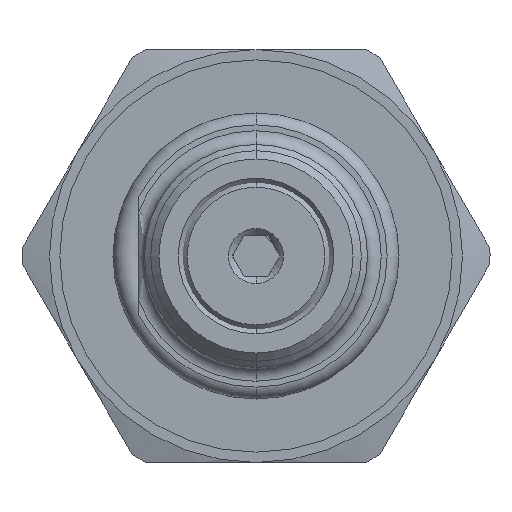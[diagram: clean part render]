
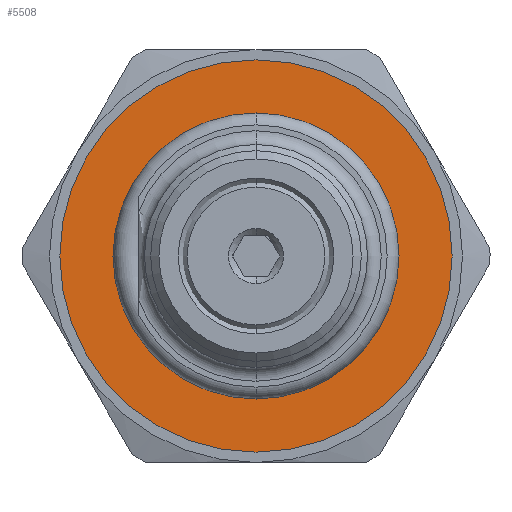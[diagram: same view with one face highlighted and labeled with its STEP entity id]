
A CAD part, front view. The second image highlights one B-rep face of the part: STEP entity #5508.
In plain terms, the highlighted planar face has unit normal (0, -1, 0).
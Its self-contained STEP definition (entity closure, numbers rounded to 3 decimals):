
#37 = AXIS2_PLACEMENT_3D ( 'NONE', #3905, #4667, #8881 ) ;
#394 = ORIENTED_EDGE ( 'NONE', *, *, #8322, .T. ) ;
#524 = DIRECTION ( 'NONE',  ( 0., 0., 1. ) ) ;
#1194 = ORIENTED_EDGE ( 'NONE', *, *, #6047, .F. ) ;
#1255 = CIRCLE ( 'NONE', #37, 9.4 ) ;
#1402 = DIRECTION ( 'NONE',  ( 0., 1., 0. ) ) ;
#2536 = AXIS2_PLACEMENT_3D ( 'NONE', #6432, #1402, #524 ) ;
#2844 = CARTESIAN_POINT ( 'NONE',  ( 0., 0., 0. ) ) ;
#3074 = EDGE_CURVE ( 'NONE', #4022, #8508, #4914, .T. ) ;
#3097 = FACE_BOUND ( 'NONE', #10345, .T. ) ;
#3569 = DIRECTION ( 'NONE',  ( 0., 1., 0. ) ) ;
#3623 = CIRCLE ( 'NONE', #9928, 14.25 ) ;
#3687 = PLANE ( 'NONE',  #9741 ) ;
#3744 = CARTESIAN_POINT ( 'NONE',  ( 9.4, 0., 0. ) ) ;
#3772 = CARTESIAN_POINT ( 'NONE',  ( 0., 0., 14.25 ) ) ;
#3790 = CARTESIAN_POINT ( 'NONE',  ( 0., 0., 0. ) ) ;
#3905 = CARTESIAN_POINT ( 'NONE',  ( 0., 0., 0. ) ) ;
#4022 = VERTEX_POINT ( 'NONE', #4384 ) ;
#4384 = CARTESIAN_POINT ( 'NONE',  ( 0., 0., -14.25 ) ) ;
#4430 = EDGE_LOOP ( 'NONE', ( #1194, #10817 ) ) ;
#4502 = DIRECTION ( 'NONE',  ( 0., 0., 1. ) ) ;
#4667 = DIRECTION ( 'NONE',  ( 0., 1., 0. ) ) ;
#4725 = FACE_OUTER_BOUND ( 'NONE', #4430, .T. ) ;
#4750 = DIRECTION ( 'NONE',  ( 0., 1., 0. ) ) ;
#4914 = CIRCLE ( 'NONE', #7532, 14.25 ) ;
#5508 = ADVANCED_FACE ( 'NONE', ( #3097, #4725 ), #3687, .T. ) ;
#5845 = EDGE_CURVE ( 'NONE', #8143, #10358, #8352, .T. ) ;
#6047 = EDGE_CURVE ( 'NONE', #8508, #4022, #3623, .T. ) ;
#6432 = CARTESIAN_POINT ( 'NONE',  ( 0., 0., 0. ) ) ;
#6465 = ORIENTED_EDGE ( 'NONE', *, *, #5845, .T. ) ;
#6612 = CARTESIAN_POINT ( 'NONE',  ( 0., 0., 9.4 ) ) ;
#7106 = DIRECTION ( 'NONE',  ( 0., 0., -1. ) ) ;
#7532 = AXIS2_PLACEMENT_3D ( 'NONE', #2844, #4750, #10572 ) ;
#8143 = VERTEX_POINT ( 'NONE', #8451 ) ;
#8322 = EDGE_CURVE ( 'NONE', #10358, #8143, #1255, .T. ) ;
#8352 = CIRCLE ( 'NONE', #2536, 9.4 ) ;
#8451 = CARTESIAN_POINT ( 'NONE',  ( 0., 0., -9.4 ) ) ;
#8508 = VERTEX_POINT ( 'NONE', #3772 ) ;
#8881 = DIRECTION ( 'NONE',  ( 0., 0., 1. ) ) ;
#9582 = DIRECTION ( 'NONE',  ( 0., -1., 0. ) ) ;
#9741 = AXIS2_PLACEMENT_3D ( 'NONE', #3744, #9582, #7106 ) ;
#9928 = AXIS2_PLACEMENT_3D ( 'NONE', #3790, #3569, #4502 ) ;
#10345 = EDGE_LOOP ( 'NONE', ( #394, #6465 ) ) ;
#10358 = VERTEX_POINT ( 'NONE', #6612 ) ;
#10572 = DIRECTION ( 'NONE',  ( 0., 0., 1. ) ) ;
#10817 = ORIENTED_EDGE ( 'NONE', *, *, #3074, .F. ) ;
